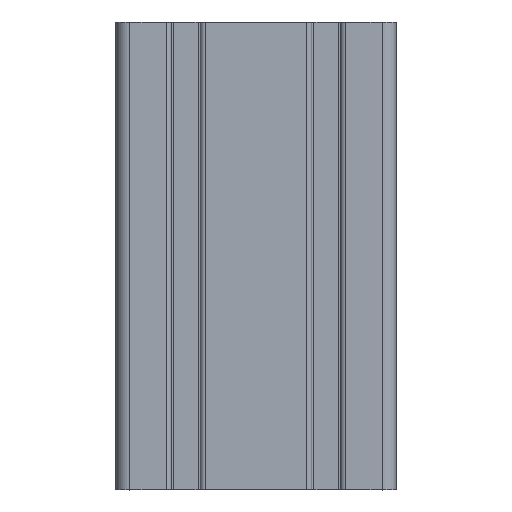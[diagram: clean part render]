
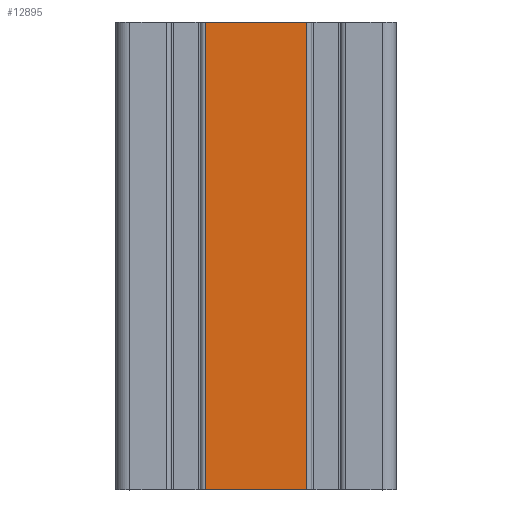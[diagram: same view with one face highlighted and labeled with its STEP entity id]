
A CAD part, top view. The second image highlights one B-rep face of the part: STEP entity #12895.
In plain terms, the highlighted planar face has unit normal (0, 0, 1).
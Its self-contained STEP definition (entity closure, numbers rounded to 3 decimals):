
#32 = PLANE('',#33);
#33 = AXIS2_PLACEMENT_3D('',#34,#35,#36);
#34 = CARTESIAN_POINT('',(-30.,-50.,-15.));
#35 = DIRECTION('',(0.,-1.,0.));
#36 = DIRECTION('',(0.,0.,-1.));
#2603 = VERTEX_POINT('',#2604);
#2604 = CARTESIAN_POINT('',(10.9,-50.,15.));
#2619 = CYLINDRICAL_SURFACE('',#2620,1.);
#2620 = AXIS2_PLACEMENT_3D('',#2621,#2622,#2623);
#2621 = CARTESIAN_POINT('',(10.9,70.669,14.));
#2622 = DIRECTION('',(-0.,1.,-0.));
#2623 = DIRECTION('',(0.,0.,-1.));
#2631 = EDGE_CURVE('',#2603,#2632,#2634,.T.);
#2632 = VERTEX_POINT('',#2633);
#2633 = CARTESIAN_POINT('',(-10.9,-50.,15.));
#2634 = SURFACE_CURVE('',#2635,(#2639,#2646),.PCURVE_S1.);
#2635 = LINE('',#2636,#2637);
#2636 = CARTESIAN_POINT('',(30.,-50.,15.));
#2637 = VECTOR('',#2638,1.);
#2638 = DIRECTION('',(-1.,0.,0.));
#2639 = PCURVE('',#32,#2640);
#2640 = DEFINITIONAL_REPRESENTATION('',(#2641),#2645);
#2641 = LINE('',#2642,#2643);
#2642 = CARTESIAN_POINT('',(-30.,60.));
#2643 = VECTOR('',#2644,1.);
#2644 = DIRECTION('',(0.,-1.));
#2645 = ( GEOMETRIC_REPRESENTATION_CONTEXT(2) 
PARAMETRIC_REPRESENTATION_CONTEXT() REPRESENTATION_CONTEXT('2D SPACE',''
  ) );
#2646 = PCURVE('',#2647,#2652);
#2647 = PLANE('',#2648);
#2648 = AXIS2_PLACEMENT_3D('',#2649,#2650,#2651);
#2649 = CARTESIAN_POINT('',(30.,-50.,15.));
#2650 = DIRECTION('',(0.,0.,-1.));
#2651 = DIRECTION('',(-1.,0.,0.));
#2652 = DEFINITIONAL_REPRESENTATION('',(#2653),#2657);
#2653 = LINE('',#2654,#2655);
#2654 = CARTESIAN_POINT('',(0.,0.));
#2655 = VECTOR('',#2656,1.);
#2656 = DIRECTION('',(1.,0.));
#2657 = ( GEOMETRIC_REPRESENTATION_CONTEXT(2) 
PARAMETRIC_REPRESENTATION_CONTEXT() REPRESENTATION_CONTEXT('2D SPACE',''
  ) );
#2676 = CYLINDRICAL_SURFACE('',#2677,1.);
#2677 = AXIS2_PLACEMENT_3D('',#2678,#2679,#2680);
#2678 = CARTESIAN_POINT('',(-10.9,70.669,14.));
#2679 = DIRECTION('',(-0.,1.,-0.));
#2680 = DIRECTION('',(0.,0.,-1.));
#6993 = PLANE('',#6994);
#6994 = AXIS2_PLACEMENT_3D('',#6995,#6996,#6997);
#6995 = CARTESIAN_POINT('',(-30.,50.,-15.));
#6996 = DIRECTION('',(0.,-1.,0.));
#6997 = DIRECTION('',(0.,0.,-1.));
#11961 = VERTEX_POINT('',#11962);
#11962 = CARTESIAN_POINT('',(-10.9,50.,15.));
#11984 = EDGE_CURVE('',#11985,#11961,#11987,.T.);
#11985 = VERTEX_POINT('',#11986);
#11986 = CARTESIAN_POINT('',(10.9,50.,15.));
#11987 = SURFACE_CURVE('',#11988,(#11992,#11999),.PCURVE_S1.);
#11988 = LINE('',#11989,#11990);
#11989 = CARTESIAN_POINT('',(30.,50.,15.));
#11990 = VECTOR('',#11991,1.);
#11991 = DIRECTION('',(-1.,0.,0.));
#11992 = PCURVE('',#6993,#11993);
#11993 = DEFINITIONAL_REPRESENTATION('',(#11994),#11998);
#11994 = LINE('',#11995,#11996);
#11995 = CARTESIAN_POINT('',(-30.,60.));
#11996 = VECTOR('',#11997,1.);
#11997 = DIRECTION('',(0.,-1.));
#11998 = ( GEOMETRIC_REPRESENTATION_CONTEXT(2) 
PARAMETRIC_REPRESENTATION_CONTEXT() REPRESENTATION_CONTEXT('2D SPACE',''
  ) );
#11999 = PCURVE('',#2647,#12000);
#12000 = DEFINITIONAL_REPRESENTATION('',(#12001),#12005);
#12001 = LINE('',#12002,#12003);
#12002 = CARTESIAN_POINT('',(0.,100.));
#12003 = VECTOR('',#12004,1.);
#12004 = DIRECTION('',(1.,0.));
#12005 = ( GEOMETRIC_REPRESENTATION_CONTEXT(2) 
PARAMETRIC_REPRESENTATION_CONTEXT() REPRESENTATION_CONTEXT('2D SPACE',''
  ) );
#12895 = ADVANCED_FACE('',(#12896),#2647,.F.);
#12896 = FACE_BOUND('',#12897,.T.);
#12897 = EDGE_LOOP('',(#12898,#12919,#12920,#12941));
#12898 = ORIENTED_EDGE('',*,*,#12899,.F.);
#12899 = EDGE_CURVE('',#11985,#2603,#12900,.T.);
#12900 = SURFACE_CURVE('',#12901,(#12905,#12912),.PCURVE_S1.);
#12901 = LINE('',#12902,#12903);
#12902 = CARTESIAN_POINT('',(10.9,-50.,15.));
#12903 = VECTOR('',#12904,1.);
#12904 = DIRECTION('',(0.,-1.,0.));
#12905 = PCURVE('',#2647,#12906);
#12906 = DEFINITIONAL_REPRESENTATION('',(#12907),#12911);
#12907 = LINE('',#12908,#12909);
#12908 = CARTESIAN_POINT('',(19.1,0.));
#12909 = VECTOR('',#12910,1.);
#12910 = DIRECTION('',(-0.,-1.));
#12911 = ( GEOMETRIC_REPRESENTATION_CONTEXT(2) 
PARAMETRIC_REPRESENTATION_CONTEXT() REPRESENTATION_CONTEXT('2D SPACE',''
  ) );
#12912 = PCURVE('',#2619,#12913);
#12913 = DEFINITIONAL_REPRESENTATION('',(#12914),#12918);
#12914 = LINE('',#12915,#12916);
#12915 = CARTESIAN_POINT('',(3.142,-120.669));
#12916 = VECTOR('',#12917,1.);
#12917 = DIRECTION('',(0.,-1.));
#12918 = ( GEOMETRIC_REPRESENTATION_CONTEXT(2) 
PARAMETRIC_REPRESENTATION_CONTEXT() REPRESENTATION_CONTEXT('2D SPACE',''
  ) );
#12919 = ORIENTED_EDGE('',*,*,#11984,.T.);
#12920 = ORIENTED_EDGE('',*,*,#12921,.T.);
#12921 = EDGE_CURVE('',#11961,#2632,#12922,.T.);
#12922 = SURFACE_CURVE('',#12923,(#12927,#12934),.PCURVE_S1.);
#12923 = LINE('',#12924,#12925);
#12924 = CARTESIAN_POINT('',(-10.9,70.669,15.));
#12925 = VECTOR('',#12926,1.);
#12926 = DIRECTION('',(0.,-1.,0.));
#12927 = PCURVE('',#2647,#12928);
#12928 = DEFINITIONAL_REPRESENTATION('',(#12929),#12933);
#12929 = LINE('',#12930,#12931);
#12930 = CARTESIAN_POINT('',(40.9,120.669));
#12931 = VECTOR('',#12932,1.);
#12932 = DIRECTION('',(-0.,-1.));
#12933 = ( GEOMETRIC_REPRESENTATION_CONTEXT(2) 
PARAMETRIC_REPRESENTATION_CONTEXT() REPRESENTATION_CONTEXT('2D SPACE',''
  ) );
#12934 = PCURVE('',#2676,#12935);
#12935 = DEFINITIONAL_REPRESENTATION('',(#12936),#12940);
#12936 = LINE('',#12937,#12938);
#12937 = CARTESIAN_POINT('',(3.142,0.));
#12938 = VECTOR('',#12939,1.);
#12939 = DIRECTION('',(0.,-1.));
#12940 = ( GEOMETRIC_REPRESENTATION_CONTEXT(2) 
PARAMETRIC_REPRESENTATION_CONTEXT() REPRESENTATION_CONTEXT('2D SPACE',''
  ) );
#12941 = ORIENTED_EDGE('',*,*,#2631,.F.);
